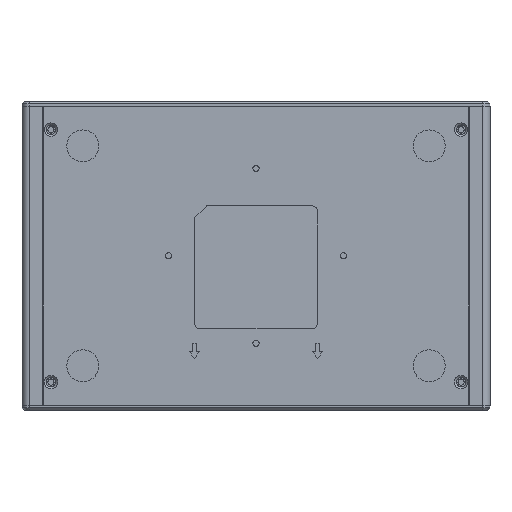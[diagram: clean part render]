
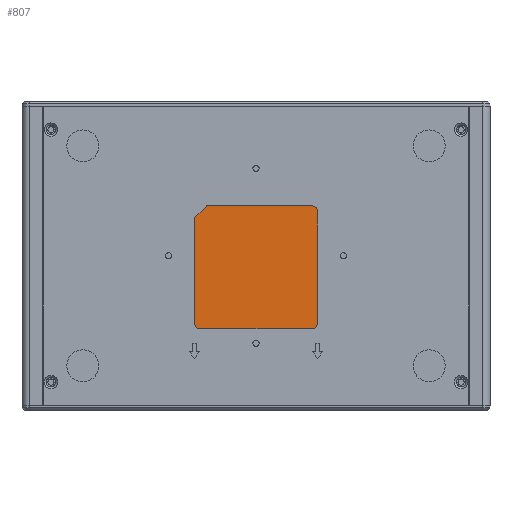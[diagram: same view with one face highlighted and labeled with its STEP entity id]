
A CAD part, top view. The second image highlights one B-rep face of the part: STEP entity #807.
In plain terms, the highlighted planar face has unit normal (0, 0, 1).
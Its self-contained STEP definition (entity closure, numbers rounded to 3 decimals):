
#807=ADVANCED_FACE('',(#1507),#7318,.T.);
#1507=FACE_OUTER_BOUND('',#2207,.F.);
#2207=EDGE_LOOP('',(#3060,#3061,#3062,#3063,#3064,#3065,#3066,#3067,#3068,
#3069));
#3060=ORIENTED_EDGE('',*,*,#8583,.F.);
#3061=ORIENTED_EDGE('',*,*,#8584,.T.);
#3062=ORIENTED_EDGE('',*,*,#8581,.F.);
#3063=ORIENTED_EDGE('',*,*,#8580,.T.);
#3064=ORIENTED_EDGE('',*,*,#8585,.F.);
#3065=ORIENTED_EDGE('',*,*,#8586,.T.);
#3066=ORIENTED_EDGE('',*,*,#8587,.F.);
#3067=ORIENTED_EDGE('',*,*,#8588,.T.);
#3068=ORIENTED_EDGE('',*,*,#8589,.F.);
#3069=ORIENTED_EDGE('',*,*,#8590,.T.);
#7318=PLANE('',#14588);
#7735=CIRCLE('',#14555,0.5);
#7736=CIRCLE('',#14556,0.5);
#7737=CIRCLE('',#14557,2.5);
#7738=CIRCLE('',#14558,2.5);
#7739=CIRCLE('',#14559,2.5);
#8580=EDGE_CURVE('',#12914,#12913,#10640,.T.);
#8581=EDGE_CURVE('',#12914,#12912,#7735,.T.);
#8583=EDGE_CURVE('',#12911,#12910,#7736,.T.);
#8584=EDGE_CURVE('',#12911,#12912,#10642,.T.);
#8585=EDGE_CURVE('',#12909,#12913,#7737,.T.);
#8586=EDGE_CURVE('',#12909,#12908,#10643,.T.);
#8587=EDGE_CURVE('',#12907,#12908,#7738,.T.);
#8588=EDGE_CURVE('',#12907,#12906,#10644,.T.);
#8589=EDGE_CURVE('',#12905,#12906,#7739,.T.);
#8590=EDGE_CURVE('',#12905,#12910,#10645,.T.);
#10640=LINE('',#20366,#11819);
#10642=LINE('',#20370,#11821);
#10643=LINE('',#20372,#11822);
#10644=LINE('',#20374,#11823);
#10645=LINE('',#20376,#11824);
#11819=VECTOR('',#16216,42.293);
#11821=VECTOR('',#16222,6.657);
#11822=VECTOR('',#16225,45.);
#11823=VECTOR('',#16228,45.);
#11824=VECTOR('',#16231,42.293);
#12905=VERTEX_POINT('',#20012);
#12906=VERTEX_POINT('',#20013);
#12907=VERTEX_POINT('',#20014);
#12908=VERTEX_POINT('',#20015);
#12909=VERTEX_POINT('',#20016);
#12910=VERTEX_POINT('',#20017);
#12911=VERTEX_POINT('',#20018);
#12912=VERTEX_POINT('',#20019);
#12913=VERTEX_POINT('',#20020);
#12914=VERTEX_POINT('',#20021);
#14555=AXIS2_PLACEMENT_3D('',#20367,#16217,#16218);
#14556=AXIS2_PLACEMENT_3D('',#20369,#16220,#16221);
#14557=AXIS2_PLACEMENT_3D('',#20371,#16223,#16224);
#14558=AXIS2_PLACEMENT_3D('',#20373,#16226,#16227);
#14559=AXIS2_PLACEMENT_3D('',#20375,#16229,#16230);
#14588=AXIS2_PLACEMENT_3D('',#20420,#16303,#16304);
#16216=DIRECTION('',(1.,0.,0.));
#16217=DIRECTION('',(0.,0.,1.));
#16218=DIRECTION('',(0.,1.,0.));
#16220=DIRECTION('',(0.,0.,1.));
#16221=DIRECTION('',(-0.707,0.707,0.));
#16222=DIRECTION('',(0.707,0.707,0.));
#16223=DIRECTION('',(0.,0.,1.));
#16224=DIRECTION('',(1.,0.,0.));
#16225=DIRECTION('',(0.,-1.,0.));
#16226=DIRECTION('',(0.,0.,1.));
#16227=DIRECTION('',(0.,-1.,0.));
#16228=DIRECTION('',(-1.,0.,0.));
#16229=DIRECTION('',(0.,0.,1.));
#16230=DIRECTION('',(-1.,0.,0.));
#16231=DIRECTION('',(0.,1.,0.));
#16303=DIRECTION('',(0.,0.,1.));
#16304=DIRECTION('',(-1.,0.,0.));
#20012=CARTESIAN_POINT('',(-25.,-27.15,65.5));
#20013=CARTESIAN_POINT('',(-22.5,-29.65,65.5));
#20014=CARTESIAN_POINT('',(22.5,-29.65,65.5));
#20015=CARTESIAN_POINT('',(25.,-27.15,65.5));
#20016=CARTESIAN_POINT('',(25.,17.85,65.5));
#20017=CARTESIAN_POINT('',(-25.,15.143,65.5));
#20018=CARTESIAN_POINT('',(-24.854,15.496,65.5));
#20019=CARTESIAN_POINT('',(-20.146,20.204,65.5));
#20020=CARTESIAN_POINT('',(22.5,20.35,65.5));
#20021=CARTESIAN_POINT('',(-19.793,20.35,65.5));
#20366=CARTESIAN_POINT('',(-19.793,20.35,65.5));
#20367=CARTESIAN_POINT('',(-19.793,19.85,65.5));
#20369=CARTESIAN_POINT('',(-24.5,15.143,65.5));
#20370=CARTESIAN_POINT('',(-24.854,15.496,65.5));
#20371=CARTESIAN_POINT('',(22.5,17.85,65.5));
#20372=CARTESIAN_POINT('',(25.,17.85,65.5));
#20373=CARTESIAN_POINT('',(22.5,-27.15,65.5));
#20374=CARTESIAN_POINT('',(22.5,-29.65,65.5));
#20375=CARTESIAN_POINT('',(-22.5,-27.15,65.5));
#20376=CARTESIAN_POINT('',(-25.,-27.15,65.5));
#20420=CARTESIAN_POINT('',(27.5,22.85,65.5));
